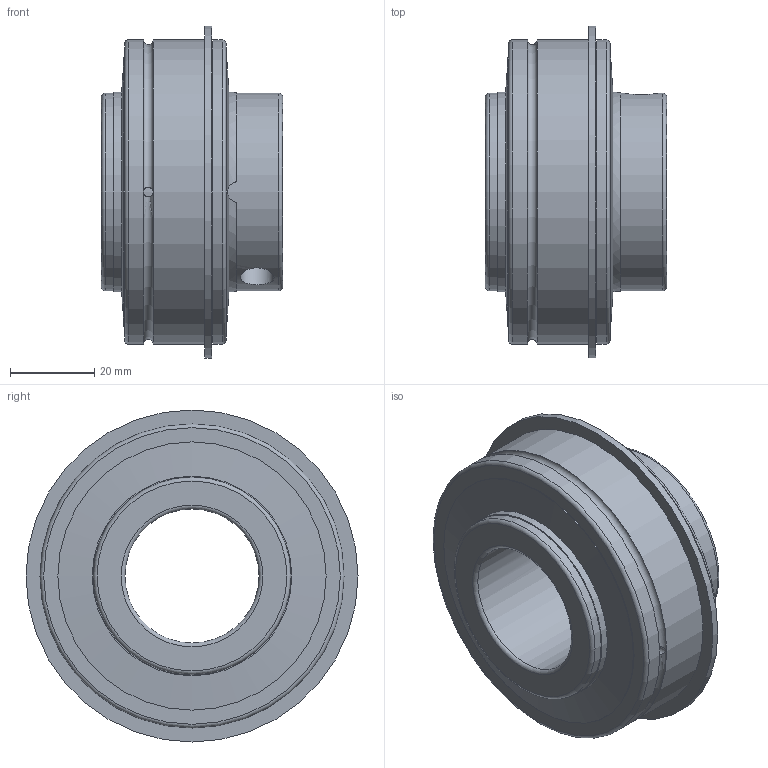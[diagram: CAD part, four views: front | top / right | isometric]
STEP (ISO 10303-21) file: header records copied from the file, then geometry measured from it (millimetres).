
FILE_DESCRIPTION(/* description */ ('Alibre Inc.'),/* implementation_level */ '2;1');
FILE_NAME(/* name */ 'export0',/* time_stamp */ '2018-06-22T09:18:33-07:00',/* author */ (''),/* organization */ (''),/* preprocessor_version */ 'ST-DEVELOPER v14',/* originating_system */ 'Alibre',/* authorisation */ '');
FILE_SCHEMA (('AUTOMOTIVE_DESIGN'));
Length unit declared in the file: centimetre
Bounding box: 42.9 x 78.59 x 78.59 mm (x, y, z)
Volume: 66811.2 mm3; surface area: 38668.1 mm2
Topology: 17 solids, 17 shells, 58 faces, 145 edges, 91 vertices
Faces by surface type: cylinder 22, sphere 12, torus 10, plane 10, cone 4
Full cylindrical faces by diameter (mm): 2.286 x2, 7.938 x2, 31.75 x1, 46.736 x3, 47.244 x1, 63.5 x4, 69.19 x2, 72 x3, 78.588 x1
Entity records: 1674 total; most frequent: CARTESIAN_POINT 627, DIRECTION 182, ORIENTED_EDGE 124, FACE_BOUND 104, AXIS2_PLACEMENT_3D 99, EDGE_LOOP 92, VERTEX_POINT 66, EDGE_CURVE 62
